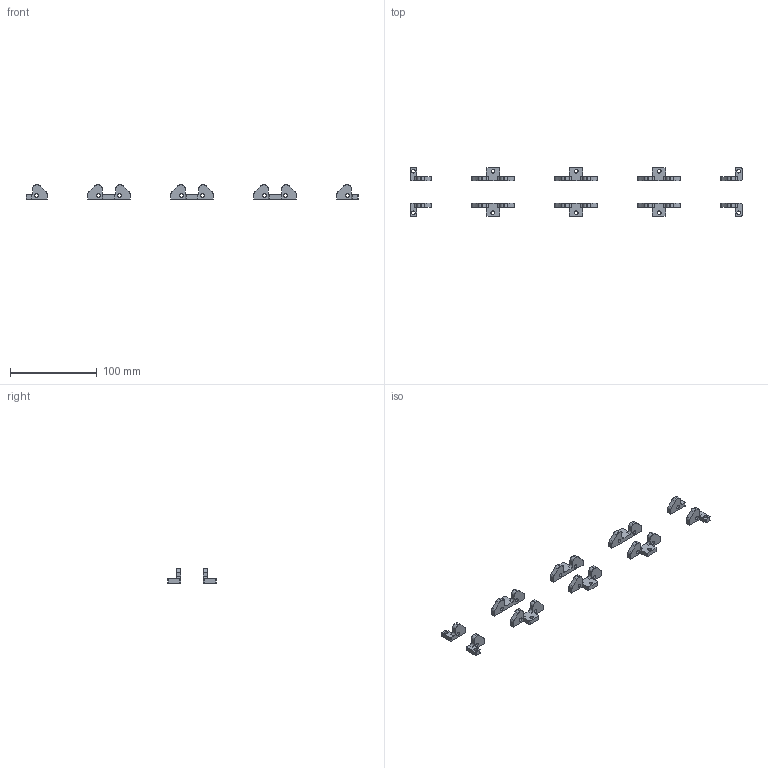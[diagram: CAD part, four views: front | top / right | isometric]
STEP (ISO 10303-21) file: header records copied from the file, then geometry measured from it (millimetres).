
FILE_DESCRIPTION(/* description */ (''),/* implementation_level */ '2;1');
FILE_NAME(/* name */ 'Fan mounting brackets.step',/* time_stamp */ '2024-04-15T10:25:58-04:00',/* author */ (''),/* organization */ (''),/* preprocessor_version */ 'ST-DEVELOPER v20',/* originating_system */ 'Autodesk Translation Framework v12.20.1.177',/* authorisation */ '');
FILE_SCHEMA (('AUTOMOTIVE_DESIGN { 1 0 10303 214 3 1 1 }'));
Length unit declared in the file: millimetre
Products named in the file (1): Fan mounting bracket
Bounding box: 382.93 x 55.8 x 16.5 mm (x, y, z)
Volume: 24967.1 mm3; surface area: 18298 mm2
Topology: 10 solids, 10 shells, 254 faces, 702 edges, 468 vertices
Faces by surface type: cylinder 130, plane 124
Full cylindrical faces by diameter (mm): 4.2 x10, 4.318 x16
Entity records: 8321 total; most frequent: DIRECTION 1472, CARTESIAN_POINT 1425, ORIENTED_EDGE 1404, EDGE_CURVE 702, AXIS2_PLACEMENT_3D 515, VERTEX_POINT 468, LINE 442, VECTOR 442
